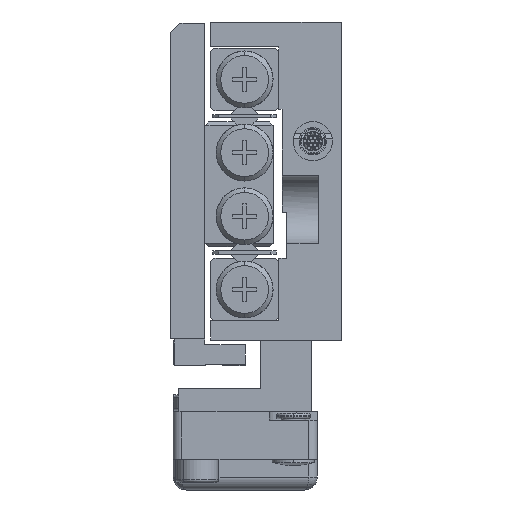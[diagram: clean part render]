
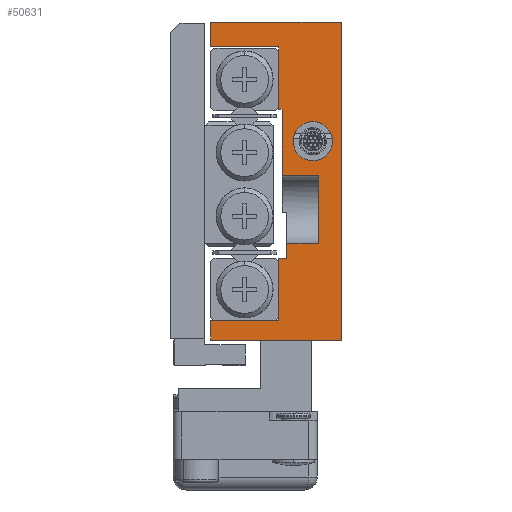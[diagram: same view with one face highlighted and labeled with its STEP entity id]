
A CAD part, left-side view. The second image highlights one B-rep face of the part: STEP entity #50631.
In plain terms, the highlighted planar face has unit normal (-1, 0, 0).
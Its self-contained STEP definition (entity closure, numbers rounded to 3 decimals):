
#61 = ORIENTED_EDGE ( 'NONE', *, *, #31544, .F. ) ;
#615 = VERTEX_POINT ( 'NONE', #16922 ) ;
#883 = EDGE_LOOP ( 'NONE', ( #3169, #24149, #46671, #47535, #4410, #24026, #4258, #1853, #15953, #34697, #30119, #1320, #44972, #21815, #33655, #61 ) ) ;
#911 = LINE ( 'NONE', #28741, #21688 ) ;
#1320 = ORIENTED_EDGE ( 'NONE', *, *, #19908, .T. ) ;
#1697 = DIRECTION ( 'NONE',  ( 0., 0., 1. ) ) ;
#1807 = VECTOR ( 'NONE', #38225, 1000. ) ;
#1853 = ORIENTED_EDGE ( 'NONE', *, *, #40807, .T. ) ;
#2170 = LINE ( 'NONE', #27097, #4016 ) ;
#2235 = VECTOR ( 'NONE', #32583, 1000. ) ;
#2342 = LINE ( 'NONE', #34654, #33227 ) ;
#2661 = EDGE_LOOP ( 'NONE', ( #51665, #13391 ) ) ;
#2860 = CARTESIAN_POINT ( 'NONE',  ( -22.5, 5.2, 6.3 ) ) ;
#3169 = ORIENTED_EDGE ( 'NONE', *, *, #20644, .F. ) ;
#4016 = VECTOR ( 'NONE', #51657, 1000. ) ;
#4258 = ORIENTED_EDGE ( 'NONE', *, *, #11016, .T. ) ;
#4410 = ORIENTED_EDGE ( 'NONE', *, *, #8656, .F. ) ;
#4536 = DIRECTION ( 'NONE',  ( 0., 0., 1. ) ) ;
#5143 = CARTESIAN_POINT ( 'NONE',  ( -22.5, 4.8, -6.8 ) ) ;
#5187 = VERTEX_POINT ( 'NONE', #31663 ) ;
#5692 = VERTEX_POINT ( 'NONE', #5143 ) ;
#6153 = DIRECTION ( 'NONE',  ( 0., -1., 0. ) ) ;
#6700 = CARTESIAN_POINT ( 'NONE',  ( -22.5, 2.5, 3.5 ) ) ;
#7251 = CARTESIAN_POINT ( 'NONE',  ( -22.5, 2., -5.5 ) ) ;
#7379 = CARTESIAN_POINT ( 'NONE',  ( -22.5, 11.5, 14. ) ) ;
#7401 = AXIS2_PLACEMENT_3D ( 'NONE', #49272, #21261, #4536 ) ;
#7437 = CARTESIAN_POINT ( 'NONE',  ( -22.5, 5.5, -12.3 ) ) ;
#7676 = CARTESIAN_POINT ( 'NONE',  ( -22.5, 5.2, 6.3 ) ) ;
#8272 = CARTESIAN_POINT ( 'NONE',  ( -22.5, 5.5, -14. ) ) ;
#8383 = VERTEX_POINT ( 'NONE', #34608 ) ;
#8656 = EDGE_CURVE ( 'NONE', #615, #5692, #16538, .T. ) ;
#10375 = LINE ( 'NONE', #30502, #18844 ) ;
#11016 = EDGE_CURVE ( 'NONE', #22139, #29778, #51916, .T. ) ;
#11249 = FACE_BOUND ( 'NONE', #2661, .T. ) ;
#11774 = PLANE ( 'NONE',  #37020 ) ;
#12074 = CARTESIAN_POINT ( 'NONE',  ( -22.5, 5.5, -14. ) ) ;
#12323 = DIRECTION ( 'NONE',  ( 0., -1., 0. ) ) ;
#13391 = ORIENTED_EDGE ( 'NONE', *, *, #45589, .F. ) ;
#14301 = EDGE_CURVE ( 'NONE', #42928, #25767, #34790, .T. ) ;
#15459 = VECTOR ( 'NONE', #12323, 1000. ) ;
#15515 = LINE ( 'NONE', #19506, #18101 ) ;
#15953 = ORIENTED_EDGE ( 'NONE', *, *, #18787, .T. ) ;
#15978 = VECTOR ( 'NONE', #34843, 1000. ) ;
#16236 = DIRECTION ( 'NONE',  ( 0., 0., 1. ) ) ;
#16249 = CARTESIAN_POINT ( 'NONE',  ( -22.5, 11.5, -14. ) ) ;
#16538 = LINE ( 'NONE', #28746, #40483 ) ;
#16922 = CARTESIAN_POINT ( 'NONE',  ( -22.5, 5.5, -6.8 ) ) ;
#17174 = EDGE_CURVE ( 'NONE', #25767, #45995, #15515, .T. ) ;
#17199 = LINE ( 'NONE', #48686, #29524 ) ;
#17647 = VERTEX_POINT ( 'NONE', #46444 ) ;
#18101 = VECTOR ( 'NONE', #35902, 1000. ) ;
#18149 = VERTEX_POINT ( 'NONE', #16249 ) ;
#18541 = VECTOR ( 'NONE', #25969, 1000. ) ;
#18787 = EDGE_CURVE ( 'NONE', #18149, #8383, #32437, .T. ) ;
#18844 = VECTOR ( 'NONE', #30232, 1000. ) ;
#19506 = CARTESIAN_POINT ( 'NONE',  ( -22.5, -4.5, -5.5 ) ) ;
#19908 = EDGE_CURVE ( 'NONE', #41511, #38211, #10375, .T. ) ;
#20347 = CARTESIAN_POINT ( 'NONE',  ( -22.5, 11.5, -12.3 ) ) ;
#20570 = VERTEX_POINT ( 'NONE', #34918 ) ;
#20644 = EDGE_CURVE ( 'NONE', #42928, #37938, #2342, .T. ) ;
#21261 = DIRECTION ( 'NONE',  ( -1., 0., 0. ) ) ;
#21688 = VECTOR ( 'NONE', #33465, 1000. ) ;
#21815 = ORIENTED_EDGE ( 'NONE', *, *, #46673, .F. ) ;
#22139 = VERTEX_POINT ( 'NONE', #35579 ) ;
#22877 = CARTESIAN_POINT ( 'NONE',  ( -22.5, 5.5, 14. ) ) ;
#23385 = LINE ( 'NONE', #22877, #28655 ) ;
#24026 = ORIENTED_EDGE ( 'NONE', *, *, #37117, .F. ) ;
#24149 = ORIENTED_EDGE ( 'NONE', *, *, #14301, .T. ) ;
#24196 = DIRECTION ( 'NONE',  ( 0., 0., -1. ) ) ;
#25210 = VECTOR ( 'NONE', #31785, 1000. ) ;
#25767 = VERTEX_POINT ( 'NONE', #7251 ) ;
#25789 = EDGE_CURVE ( 'NONE', #5692, #45995, #911, .T. ) ;
#25866 = CIRCLE ( 'NONE', #43579, 1.727 ) ;
#25969 = DIRECTION ( 'NONE',  ( 0., -1., 0. ) ) ;
#26235 = LINE ( 'NONE', #50265, #18541 ) ;
#26719 = VERTEX_POINT ( 'NONE', #38277 ) ;
#27097 = CARTESIAN_POINT ( 'NONE',  ( -22.5, 11.5, -14. ) ) ;
#27533 = VERTEX_POINT ( 'NONE', #40555 ) ;
#27926 = DIRECTION ( 'NONE',  ( 1., 0., 0. ) ) ;
#28655 = VECTOR ( 'NONE', #6153, 1000. ) ;
#28741 = CARTESIAN_POINT ( 'NONE',  ( -22.5, 4.8, -6.8 ) ) ;
#28746 = CARTESIAN_POINT ( 'NONE',  ( -22.5, 5.5, -6.8 ) ) ;
#29068 = EDGE_CURVE ( 'NONE', #8383, #27533, #17199, .T. ) ;
#29524 = VECTOR ( 'NONE', #32826, 1000. ) ;
#29778 = VERTEX_POINT ( 'NONE', #20347 ) ;
#30119 = ORIENTED_EDGE ( 'NONE', *, *, #32594, .F. ) ;
#30209 = VERTEX_POINT ( 'NONE', #2860 ) ;
#30232 = DIRECTION ( 'NONE',  ( 0., 0., -1. ) ) ;
#30370 = CARTESIAN_POINT ( 'NONE',  ( -22.5, 5.5, 6.3 ) ) ;
#30502 = CARTESIAN_POINT ( 'NONE',  ( -22.5, 11.5, 14. ) ) ;
#31189 = EDGE_CURVE ( 'NONE', #20570, #26719, #37882, .T. ) ;
#31544 = EDGE_CURVE ( 'NONE', #37938, #30209, #36273, .T. ) ;
#31663 = CARTESIAN_POINT ( 'NONE',  ( -22.5, 5.5, 11.8 ) ) ;
#31785 = DIRECTION ( 'NONE',  ( 0., 0., 1. ) ) ;
#32437 = LINE ( 'NONE', #12074, #15459 ) ;
#32583 = DIRECTION ( 'NONE',  ( 0., 0., 1. ) ) ;
#32594 = EDGE_CURVE ( 'NONE', #41511, #27533, #23385, .T. ) ;
#32826 = DIRECTION ( 'NONE',  ( 0., 0., 1. ) ) ;
#32959 = DIRECTION ( 'NONE',  ( 0., -1., 0. ) ) ;
#33227 = VECTOR ( 'NONE', #50787, 1000. ) ;
#33371 = CARTESIAN_POINT ( 'NONE',  ( -22.5, 5.5, -14. ) ) ;
#33465 = DIRECTION ( 'NONE',  ( 0., 0., 1. ) ) ;
#33655 = ORIENTED_EDGE ( 'NONE', *, *, #51914, .F. ) ;
#34608 = CARTESIAN_POINT ( 'NONE',  ( -22.5, 0., -14. ) ) ;
#34654 = CARTESIAN_POINT ( 'NONE',  ( -22.5, -4.5, 0.5 ) ) ;
#34697 = ORIENTED_EDGE ( 'NONE', *, *, #29068, .T. ) ;
#34790 = LINE ( 'NONE', #45915, #1807 ) ;
#34843 = DIRECTION ( 'NONE',  ( 0., 1., 0. ) ) ;
#34918 = CARTESIAN_POINT ( 'NONE',  ( -22.5, 2.5, 5.227 ) ) ;
#35579 = CARTESIAN_POINT ( 'NONE',  ( -22.5, 5.5, -12.3 ) ) ;
#35731 = CARTESIAN_POINT ( 'NONE',  ( -22.5, 2., 0.5 ) ) ;
#35902 = DIRECTION ( 'NONE',  ( 0., 1., 0. ) ) ;
#36110 = CARTESIAN_POINT ( 'NONE',  ( -22.5, 5.5, -14. ) ) ;
#36273 = LINE ( 'NONE', #7676, #25210 ) ;
#37020 = AXIS2_PLACEMENT_3D ( 'NONE', #36110, #27926, #24196 ) ;
#37117 = EDGE_CURVE ( 'NONE', #22139, #615, #43747, .T. ) ;
#37882 = CIRCLE ( 'NONE', #7401, 1.727 ) ;
#37938 = VERTEX_POINT ( 'NONE', #43007 ) ;
#38211 = VERTEX_POINT ( 'NONE', #48015 ) ;
#38225 = DIRECTION ( 'NONE',  ( 0., 0., -1. ) ) ;
#38277 = CARTESIAN_POINT ( 'NONE',  ( -22.5, 2.5, 1.773 ) ) ;
#38536 = LINE ( 'NONE', #30370, #15978 ) ;
#39720 = EDGE_CURVE ( 'NONE', #38211, #5187, #26235, .T. ) ;
#39754 = DIRECTION ( 'NONE',  ( 0., 1., 0. ) ) ;
#39934 = VECTOR ( 'NONE', #39754, 1000. ) ;
#40483 = VECTOR ( 'NONE', #32959, 1000. ) ;
#40555 = CARTESIAN_POINT ( 'NONE',  ( -22.5, 0., 14. ) ) ;
#40769 = LINE ( 'NONE', #33371, #2235 ) ;
#40807 = EDGE_CURVE ( 'NONE', #29778, #18149, #2170, .T. ) ;
#41083 = CARTESIAN_POINT ( 'NONE',  ( -22.5, 4.8, -5.5 ) ) ;
#41511 = VERTEX_POINT ( 'NONE', #7379 ) ;
#42928 = VERTEX_POINT ( 'NONE', #35731 ) ;
#43007 = CARTESIAN_POINT ( 'NONE',  ( -22.5, 5.2, 0.5 ) ) ;
#43579 = AXIS2_PLACEMENT_3D ( 'NONE', #6700, #46697, #1697 ) ;
#43747 = LINE ( 'NONE', #8272, #50369 ) ;
#44972 = ORIENTED_EDGE ( 'NONE', *, *, #39720, .T. ) ;
#45589 = EDGE_CURVE ( 'NONE', #26719, #20570, #25866, .T. ) ;
#45915 = CARTESIAN_POINT ( 'NONE',  ( -22.5, 2., -14. ) ) ;
#45995 = VERTEX_POINT ( 'NONE', #41083 ) ;
#46444 = CARTESIAN_POINT ( 'NONE',  ( -22.5, 5.5, 6.3 ) ) ;
#46671 = ORIENTED_EDGE ( 'NONE', *, *, #17174, .T. ) ;
#46673 = EDGE_CURVE ( 'NONE', #17647, #5187, #40769, .T. ) ;
#46697 = DIRECTION ( 'NONE',  ( -1., 0., 0. ) ) ;
#47535 = ORIENTED_EDGE ( 'NONE', *, *, #25789, .F. ) ;
#48015 = CARTESIAN_POINT ( 'NONE',  ( -22.5, 11.5, 11.8 ) ) ;
#48686 = CARTESIAN_POINT ( 'NONE',  ( -22.5, 0., -14. ) ) ;
#49272 = CARTESIAN_POINT ( 'NONE',  ( -22.5, 2.5, 3.5 ) ) ;
#50265 = CARTESIAN_POINT ( 'NONE',  ( -22.5, 5.5, 11.8 ) ) ;
#50369 = VECTOR ( 'NONE', #16236, 1000. ) ;
#50631 = ADVANCED_FACE ( 'NONE', ( #11249, #51456 ), #11774, .F. ) ;
#50787 = DIRECTION ( 'NONE',  ( 0., 1., 0. ) ) ;
#51456 = FACE_OUTER_BOUND ( 'NONE', #883, .T. ) ;
#51657 = DIRECTION ( 'NONE',  ( 0., 0., -1. ) ) ;
#51665 = ORIENTED_EDGE ( 'NONE', *, *, #31189, .F. ) ;
#51914 = EDGE_CURVE ( 'NONE', #30209, #17647, #38536, .T. ) ;
#51916 = LINE ( 'NONE', #7437, #39934 ) ;
